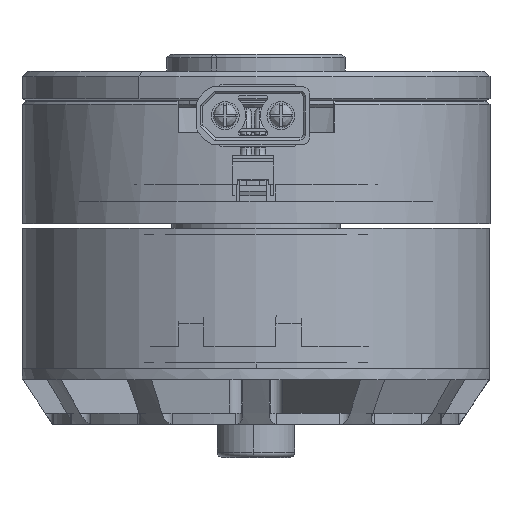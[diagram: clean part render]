
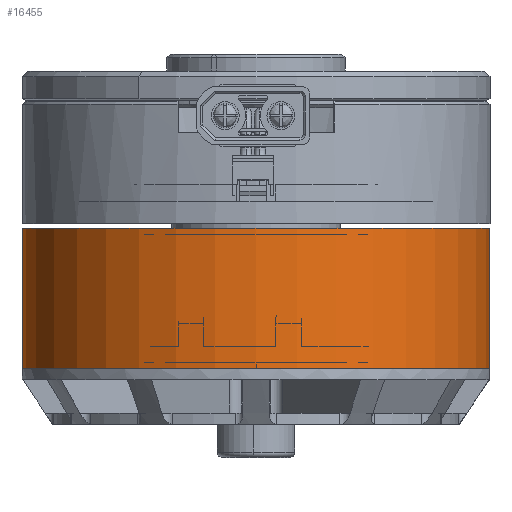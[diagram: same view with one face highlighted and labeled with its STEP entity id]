
A CAD part, front view. The second image highlights one B-rep face of the part: STEP entity #16455.
In plain terms, the highlighted cylindrical face has radius 20.98 mm (diameter 41.96 mm), a partial arc.
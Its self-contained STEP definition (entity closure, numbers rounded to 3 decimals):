
#903 = EDGE_LOOP ( 'NONE', ( #60373, #4384, #2095, #31872 ) ) ;
#2014 = CIRCLE ( 'NONE', #34024, 20.98 ) ;
#2095 = ORIENTED_EDGE ( 'NONE', *, *, #15945, .T. ) ;
#3529 = LINE ( 'NONE', #36384, #49523 ) ;
#4384 = ORIENTED_EDGE ( 'NONE', *, *, #43655, .T. ) ;
#8880 = CARTESIAN_POINT ( 'NONE',  ( 0., 0., -5.4 ) ) ;
#9947 = DIRECTION ( 'NONE',  ( 0., 0., 1. ) ) ;
#12592 = AXIS2_PLACEMENT_3D ( 'NONE', #40893, #65724, #78080 ) ;
#15168 = DIRECTION ( 'NONE',  ( 1., 0., 0. ) ) ;
#15945 = EDGE_CURVE ( 'NONE', #50013, #50010, #3529, .T. ) ;
#16244 = CARTESIAN_POINT ( 'NONE',  ( -20.98, 0., -5.4 ) ) ;
#16455 = ADVANCED_FACE ( 'NONE', ( #50558 ), #65183, .T. ) ;
#20183 = LINE ( 'NONE', #16244, #80873 ) ;
#21049 = CARTESIAN_POINT ( 'NONE',  ( 20.98, 0., -18. ) ) ;
#25204 = CIRCLE ( 'NONE', #33031, 20.98 ) ;
#27655 = CARTESIAN_POINT ( 'NONE',  ( 0., 0., -18. ) ) ;
#31872 = ORIENTED_EDGE ( 'NONE', *, *, #41284, .T. ) ;
#33031 = AXIS2_PLACEMENT_3D ( 'NONE', #27655, #71407, #34006 ) ;
#34006 = DIRECTION ( 'NONE',  ( 1., 0., 0. ) ) ;
#34024 = AXIS2_PLACEMENT_3D ( 'NONE', #8880, #52691, #15168 ) ;
#36384 = CARTESIAN_POINT ( 'NONE',  ( 20.98, 0., -5.4 ) ) ;
#38597 = CARTESIAN_POINT ( 'NONE',  ( 20.98, 0., -5.4 ) ) ;
#40893 = CARTESIAN_POINT ( 'NONE',  ( 0., 0., -5.4 ) ) ;
#41284 = EDGE_CURVE ( 'NONE', #50010, #49212, #2014, .T. ) ;
#42658 = DIRECTION ( 'NONE',  ( 0., 0., 1. ) ) ;
#43655 = EDGE_CURVE ( 'NONE', #66160, #50013, #25204, .T. ) ;
#49212 = VERTEX_POINT ( 'NONE', #58941 ) ;
#49523 = VECTOR ( 'NONE', #42658, 1000. ) ;
#50010 = VERTEX_POINT ( 'NONE', #38597 ) ;
#50013 = VERTEX_POINT ( 'NONE', #21049 ) ;
#50558 = FACE_OUTER_BOUND ( 'NONE', #903, .T. ) ;
#52691 = DIRECTION ( 'NONE',  ( 0., 0., -1. ) ) ;
#58941 = CARTESIAN_POINT ( 'NONE',  ( -20.98, 0., -5.4 ) ) ;
#60373 = ORIENTED_EDGE ( 'NONE', *, *, #80516, .F. ) ;
#65183 = CYLINDRICAL_SURFACE ( 'NONE', #12592, 20.98 ) ;
#65724 = DIRECTION ( 'NONE',  ( 0., 0., 1. ) ) ;
#66160 = VERTEX_POINT ( 'NONE', #70557 ) ;
#70557 = CARTESIAN_POINT ( 'NONE',  ( -20.98, 0., -18. ) ) ;
#71407 = DIRECTION ( 'NONE',  ( 0., 0., 1. ) ) ;
#78080 = DIRECTION ( 'NONE',  ( 1., 0., 0. ) ) ;
#80516 = EDGE_CURVE ( 'NONE', #66160, #49212, #20183, .T. ) ;
#80873 = VECTOR ( 'NONE', #9947, 1000. ) ;
